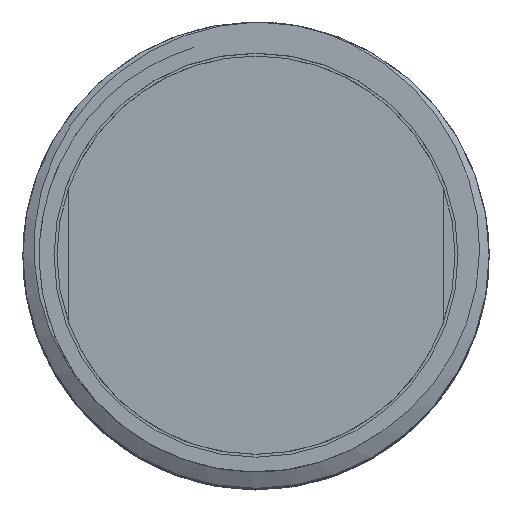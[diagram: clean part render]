
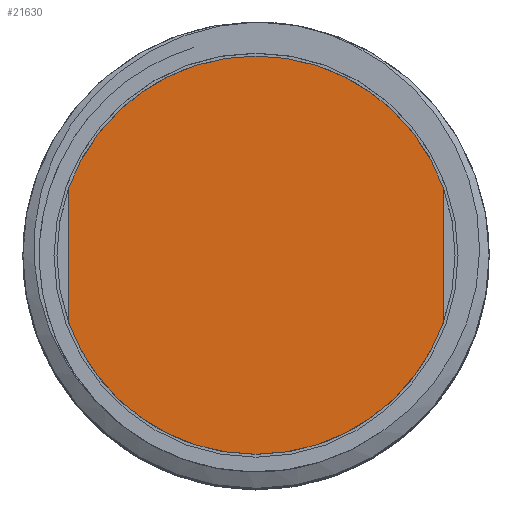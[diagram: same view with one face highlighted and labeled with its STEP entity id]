
A CAD part, top view. The second image highlights one B-rep face of the part: STEP entity #21630.
In plain terms, the highlighted planar face has unit normal (0, 0, 1).
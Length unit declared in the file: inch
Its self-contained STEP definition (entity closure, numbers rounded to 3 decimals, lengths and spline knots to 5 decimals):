
#8215=CARTESIAN_POINT('',(0.,0.,0.));
#8216=DIRECTION('',(0.,0.,1.));
#8217=DIRECTION('',(-0.942,-0.335,0.));
#8218=AXIS2_PLACEMENT_3D('',#8215,#8216,#8217);
#8220=CARTESIAN_POINT('',(0.,0.,0.));
#8221=DIRECTION('',(0.,0.,1.));
#8222=DIRECTION('',(0.,1.,0.));
#8223=AXIS2_PLACEMENT_3D('',#8220,#8221,#8222);
#8242=DIRECTION('',(0.,-1.,0.));
#8243=VECTOR('',#8242,0.20279);
#8244=CARTESIAN_POINT('',(0.285,0.1014,0.));
#8245=LINE('',#8244,#8243);
#8246=DIRECTION('',(0.,1.,0.));
#8247=VECTOR('',#8246,0.20279);
#8248=CARTESIAN_POINT('',(-0.285,-0.1014,0.));
#8249=LINE('',#8248,#8247);
#8258=CARTESIAN_POINT('',(0.,0.,0.));
#8259=DIRECTION('',(0.,0.,-1.));
#8260=DIRECTION('',(0.,1.,0.));
#8261=AXIS2_PLACEMENT_3D('',#8258,#8259,#8260);
#8271=CARTESIAN_POINT('',(0.,0.,0.));
#8272=DIRECTION('',(0.,0.,-1.));
#8273=DIRECTION('',(0.942,-0.335,0.));
#8274=AXIS2_PLACEMENT_3D('',#8271,#8272,#8273);
#8910=CARTESIAN_POINT('',(0.,0.3025,0.));
#8912=VERTEX_POINT('',#8910);
#8914=CARTESIAN_POINT('',(0.,-0.3025,0.));
#8916=VERTEX_POINT('',#8914);
#8946=CARTESIAN_POINT('',(0.285,0.1014,0.));
#8947=CARTESIAN_POINT('',(0.285,-0.1014,0.));
#8948=VERTEX_POINT('',#8946);
#8949=VERTEX_POINT('',#8947);
#8950=CARTESIAN_POINT('',(-0.285,-0.1014,0.));
#8951=CARTESIAN_POINT('',(-0.285,0.1014,0.));
#8952=VERTEX_POINT('',#8950);
#8953=VERTEX_POINT('',#8951);
#21614=CARTESIAN_POINT('',(0.,0.,0.));
#21615=DIRECTION('',(0.,0.,1.));
#21616=DIRECTION('',(0.,-1.,0.));
#21617=AXIS2_PLACEMENT_3D('',#21614,#21615,#21616);
#21618=PLANE('',#21617);
#21620=ORIENTED_EDGE('',*,*,#21619,.T.);
#21622=ORIENTED_EDGE('',*,*,#21621,.T.);
#21623=ORIENTED_EDGE('',*,*,#21576,.F.);
#21624=ORIENTED_EDGE('',*,*,#21606,.T.);
#21625=ORIENTED_EDGE('',*,*,#21583,.F.);
#21627=ORIENTED_EDGE('',*,*,#21626,.T.);
#21628=EDGE_LOOP('',(#21620,#21622,#21623,#21624,#21625,#21627));
#21629=FACE_OUTER_BOUND('',#21628,.F.);
#21630=ADVANCED_FACE('',(#21629),#21618,.T.);
#8219=CIRCLE('',#8218,0.3025);
#8224=CIRCLE('',#8223,0.3025);
#8262=CIRCLE('',#8261,0.3025);
#8275=CIRCLE('',#8274,0.3025);
#21576=EDGE_CURVE('',#8952,#8916,#8219,.T.);
#21583=EDGE_CURVE('',#8912,#8953,#8224,.T.);
#21606=EDGE_CURVE('',#8952,#8953,#8249,.T.);
#21619=EDGE_CURVE('',#8948,#8949,#8245,.T.);
#21621=EDGE_CURVE('',#8949,#8916,#8275,.T.);
#21626=EDGE_CURVE('',#8912,#8948,#8262,.T.);
